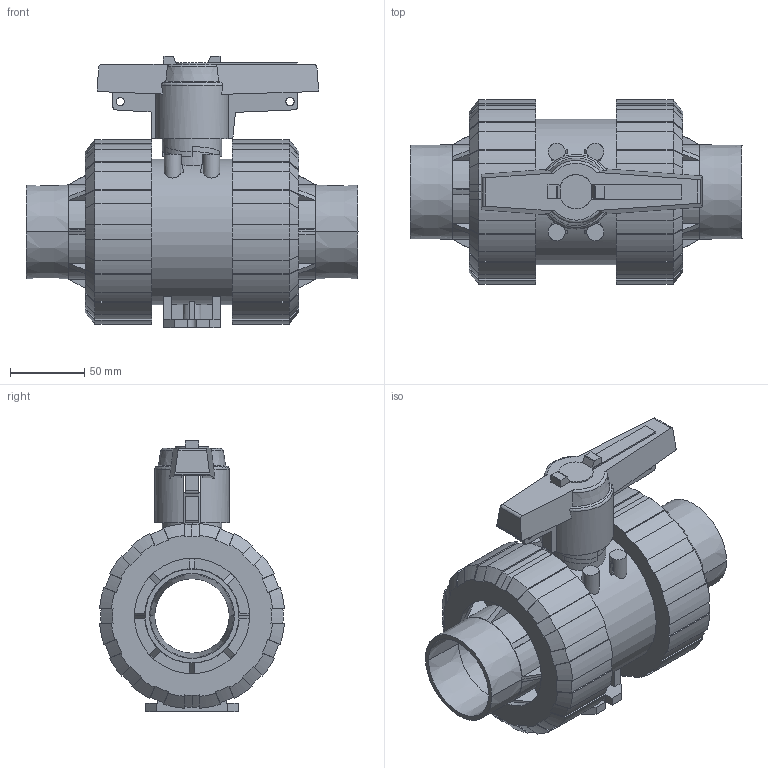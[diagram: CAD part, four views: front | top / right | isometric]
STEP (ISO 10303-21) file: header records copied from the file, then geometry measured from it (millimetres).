
FILE_DESCRIPTION(('STEP AP214'),'1');
FILE_NAME('cctmp_2CDC9253-7D70-44DF-AC59-62437A29A001_2021_10_21_12_52_51_0375..stp','2021-10-21T10:52:51',('Praher Valves GmbH'),('CADClick - www.CADClick.com'),'Spatial InterOp 3D',' ','unknown authorization');
FILE_SCHEMA(('AUTOMOTIVE_DESIGN'));
Length unit declared in the file: millimetre
Products named in the file (7): cc_unnamed; 124111_5; 124111_4; 124111_3; 124111_2; 124111_1; 124111
Assembly tree (6 placements, depth 2):
  cc_unnamed
    124111_5
    124111_4
    124111_3
    124111_2
    124111_1
    124111
Bounding box: 223 x 124.1 x 182.67 mm (x, y, z)
Volume: 1363729.6 mm3; surface area: 258515.8 mm2
Topology: 6 solids, 6 shells, 530 faces, 1510 edges, 998 vertices
Faces by surface type: plane 248, cylinder 142, cone 124, torus 16
Entity records: 22477 total; most frequent: CARTESIAN_POINT 4340, ORIENTED_EDGE 3020, DIRECTION 2854, EDGE_CURVE 1510, AXIS2_PLACEMENT_3D 1061, VERTEX_POINT 998, LINE 732, VECTOR 732
